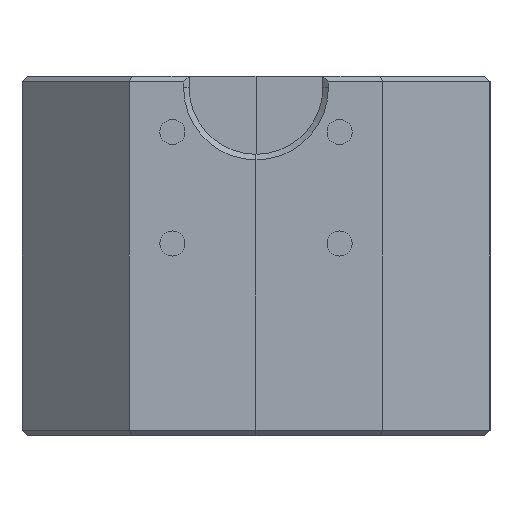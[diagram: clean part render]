
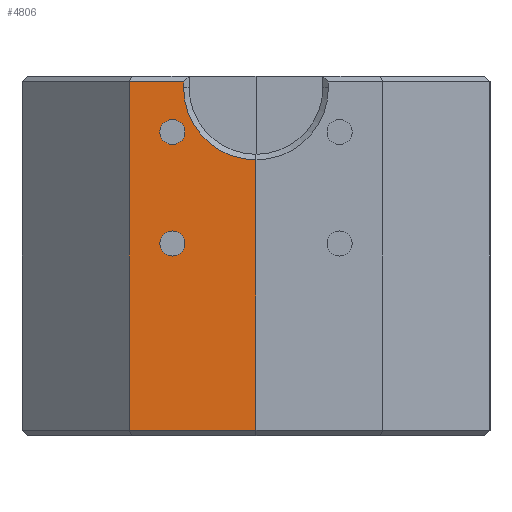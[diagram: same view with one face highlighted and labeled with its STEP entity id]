
A CAD part, left-side view. The second image highlights one B-rep face of the part: STEP entity #4806.
In plain terms, the highlighted planar face has unit normal (-1, 0, 0).
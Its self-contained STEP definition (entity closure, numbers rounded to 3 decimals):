
#2628 = VERTEX_POINT('',#2629);
#2629 = CARTESIAN_POINT('',(-168.5,22.728,9.5));
#2653 = VERTEX_POINT('',#2654);
#2654 = CARTESIAN_POINT('',(-168.5,13.,9.5));
#2660 = EDGE_CURVE('',#2628,#2653,#2661,.T.);
#2661 = LINE('',#2662,#2663);
#2662 = CARTESIAN_POINT('',(-168.5,22.728,9.5));
#2663 = VECTOR('',#2664,1.);
#2664 = DIRECTION('',(0.,-1.,0.));
#2756 = VERTEX_POINT('',#2757);
#2757 = CARTESIAN_POINT('',(-168.5,22.728,-53.));
#2763 = EDGE_CURVE('',#2628,#2756,#2764,.T.);
#2764 = LINE('',#2765,#2766);
#2765 = CARTESIAN_POINT('',(-168.5,22.728,10.5));
#2766 = VECTOR('',#2767,1.);
#2767 = DIRECTION('',(-0.,-0.,-1.));
#3048 = EDGE_CURVE('',#3049,#3051,#3053,.T.);
#3049 = VERTEX_POINT('',#3050);
#3050 = CARTESIAN_POINT('',(-168.5,0.,-4.5));
#3051 = VERTEX_POINT('',#3052);
#3052 = CARTESIAN_POINT('',(-168.5,0.,-53.));
#3053 = LINE('',#3054,#3055);
#3054 = CARTESIAN_POINT('',(-168.5,0.,10.5));
#3055 = VECTOR('',#3056,1.);
#3056 = DIRECTION('',(-0.,-0.,-1.));
#3091 = EDGE_CURVE('',#2756,#3051,#3092,.T.);
#3092 = LINE('',#3093,#3094);
#3093 = CARTESIAN_POINT('',(-168.5,22.728,-53.));
#3094 = VECTOR('',#3095,1.);
#3095 = DIRECTION('',(0.,-1.,0.));
#4806 = ADVANCED_FACE('',(#4807,#4828,#4839),#4850,.T.);
#4807 = FACE_BOUND('',#4808,.T.);
#4808 = EDGE_LOOP('',(#4809,#4810,#4811,#4812,#4821,#4827));
#4809 = ORIENTED_EDGE('',*,*,#2763,.T.);
#4810 = ORIENTED_EDGE('',*,*,#3091,.T.);
#4811 = ORIENTED_EDGE('',*,*,#3048,.F.);
#4812 = ORIENTED_EDGE('',*,*,#4813,.F.);
#4813 = EDGE_CURVE('',#4814,#3049,#4816,.T.);
#4814 = VERTEX_POINT('',#4815);
#4815 = CARTESIAN_POINT('',(-168.5,13.,8.5));
#4816 = CIRCLE('',#4817,13.);
#4817 = AXIS2_PLACEMENT_3D('',#4818,#4819,#4820);
#4818 = CARTESIAN_POINT('',(-168.5,0.,8.5));
#4819 = DIRECTION('',(-1.,0.,0.));
#4820 = DIRECTION('',(0.,1.,0.));
#4821 = ORIENTED_EDGE('',*,*,#4822,.F.);
#4822 = EDGE_CURVE('',#2653,#4814,#4823,.T.);
#4823 = LINE('',#4824,#4825);
#4824 = CARTESIAN_POINT('',(-168.5,13.,10.5));
#4825 = VECTOR('',#4826,1.);
#4826 = DIRECTION('',(0.,0.,-1.));
#4827 = ORIENTED_EDGE('',*,*,#2660,.F.);
#4828 = FACE_BOUND('',#4829,.T.);
#4829 = EDGE_LOOP('',(#4830));
#4830 = ORIENTED_EDGE('',*,*,#4831,.F.);
#4831 = EDGE_CURVE('',#4832,#4832,#4834,.T.);
#4832 = VERTEX_POINT('',#4833);
#4833 = CARTESIAN_POINT('',(-168.5,12.75,-19.5));
#4834 = CIRCLE('',#4835,2.25);
#4835 = AXIS2_PLACEMENT_3D('',#4836,#4837,#4838);
#4836 = CARTESIAN_POINT('',(-168.5,15.,-19.5));
#4837 = DIRECTION('',(-1.,0.,0.));
#4838 = DIRECTION('',(0.,-1.,0.));
#4839 = FACE_BOUND('',#4840,.T.);
#4840 = EDGE_LOOP('',(#4841));
#4841 = ORIENTED_EDGE('',*,*,#4842,.F.);
#4842 = EDGE_CURVE('',#4843,#4843,#4845,.T.);
#4843 = VERTEX_POINT('',#4844);
#4844 = CARTESIAN_POINT('',(-168.5,12.75,0.5));
#4845 = CIRCLE('',#4846,2.25);
#4846 = AXIS2_PLACEMENT_3D('',#4847,#4848,#4849);
#4847 = CARTESIAN_POINT('',(-168.5,15.,0.5));
#4848 = DIRECTION('',(-1.,0.,0.));
#4849 = DIRECTION('',(0.,-1.,0.));
#4850 = PLANE('',#4851);
#4851 = AXIS2_PLACEMENT_3D('',#4852,#4853,#4854);
#4852 = CARTESIAN_POINT('',(-168.5,22.728,10.5));
#4853 = DIRECTION('',(-1.,0.,0.));
#4854 = DIRECTION('',(0.,-1.,0.));
